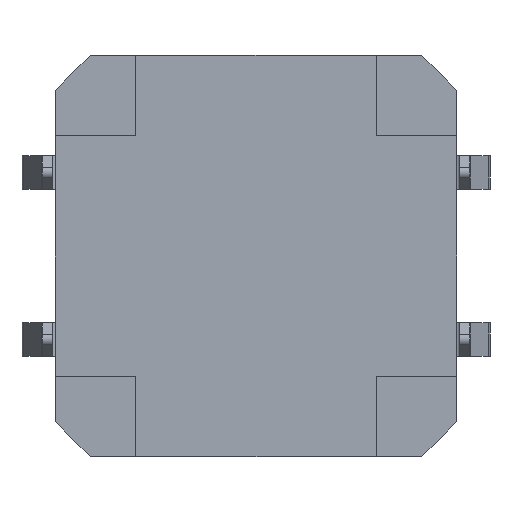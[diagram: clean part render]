
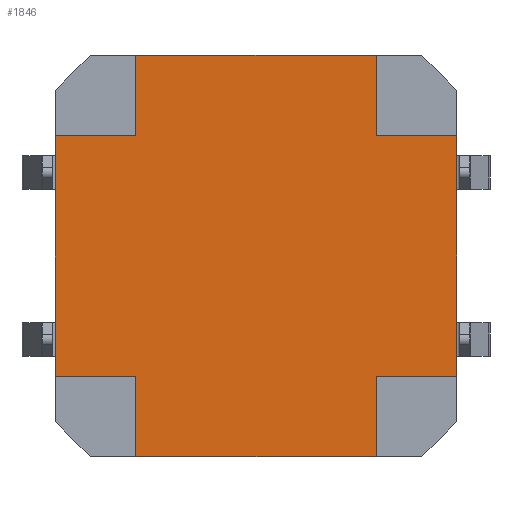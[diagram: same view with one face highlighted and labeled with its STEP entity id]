
A CAD part, front view. The second image highlights one B-rep face of the part: STEP entity #1846.
In plain terms, the highlighted planar face has unit normal (0, -1, 0).
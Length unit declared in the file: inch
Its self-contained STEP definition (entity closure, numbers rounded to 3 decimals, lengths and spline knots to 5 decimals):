
#152 = CARTESIAN_POINT ( 'NONE',  ( -0.23622, 0., 0.14173 ) ) ;
#235 = CARTESIAN_POINT ( 'NONE',  ( -0.19528, 0., -0.23622 ) ) ;
#260 = DIRECTION ( 'NONE',  ( 0., 0., -1. ) ) ;
#341 = EDGE_CURVE ( 'NONE', #2341, #4982, #1321, .T. ) ;
#372 = DIRECTION ( 'NONE',  ( 0., 0., -1. ) ) ;
#495 = AXIS2_PLACEMENT_3D ( 'NONE', #2784, #2039, #4140 ) ;
#562 = LINE ( 'NONE', #2609, #4788 ) ;
#565 = DIRECTION ( 'NONE',  ( -1., 0., 0. ) ) ;
#631 = ORIENTED_EDGE ( 'NONE', *, *, #3156, .F. ) ;
#677 = DIRECTION ( 'NONE',  ( 0., 0., -1. ) ) ;
#707 = EDGE_CURVE ( 'NONE', #920, #4757, #3530, .T. ) ;
#806 = ORIENTED_EDGE ( 'NONE', *, *, #4020, .F. ) ;
#813 = CARTESIAN_POINT ( 'NONE',  ( 0.14173, 0., 0.14173 ) ) ;
#825 = EDGE_CURVE ( 'NONE', #3328, #1270, #2391, .T. ) ;
#859 = VECTOR ( 'NONE', #2859, 39.37008 ) ;
#920 = VERTEX_POINT ( 'NONE', #2891 ) ;
#1012 = LINE ( 'NONE', #2001, #2276 ) ;
#1052 = EDGE_CURVE ( 'NONE', #5111, #5482, #1012, .T. ) ;
#1187 = CARTESIAN_POINT ( 'NONE',  ( -0.14173, 0., 0.23622 ) ) ;
#1270 = VERTEX_POINT ( 'NONE', #1737 ) ;
#1321 = LINE ( 'NONE', #4741, #3510 ) ;
#1517 = ORIENTED_EDGE ( 'NONE', *, *, #2498, .F. ) ;
#1525 = LINE ( 'NONE', #5353, #3027 ) ;
#1737 = CARTESIAN_POINT ( 'NONE',  ( 0.23622, 0., 0.14173 ) ) ;
#1763 = VECTOR ( 'NONE', #2437, 39.37008 ) ;
#1846 = ADVANCED_FACE ( 'NONE', ( #4948 ), #2442, .T. ) ;
#1902 = ORIENTED_EDGE ( 'NONE', *, *, #825, .F. ) ;
#1908 = LINE ( 'NONE', #2326, #2289 ) ;
#2001 = CARTESIAN_POINT ( 'NONE',  ( 0.23622, 0., -0.14173 ) ) ;
#2039 = DIRECTION ( 'NONE',  ( 0., -1., 0. ) ) ;
#2106 = VERTEX_POINT ( 'NONE', #4414 ) ;
#2118 = CARTESIAN_POINT ( 'NONE',  ( -0.23622, 0., -0.14173 ) ) ;
#2128 = CARTESIAN_POINT ( 'NONE',  ( 0.14173, 0., -0.23622 ) ) ;
#2130 = ORIENTED_EDGE ( 'NONE', *, *, #4931, .F. ) ;
#2134 = LINE ( 'NONE', #813, #3449 ) ;
#2215 = DIRECTION ( 'NONE',  ( 0., 0., 1. ) ) ;
#2222 = EDGE_CURVE ( 'NONE', #2106, #920, #4076, .T. ) ;
#2276 = VECTOR ( 'NONE', #5350, 39.37008 ) ;
#2289 = VECTOR ( 'NONE', #260, 39.37008 ) ;
#2310 = LINE ( 'NONE', #3993, #5408 ) ;
#2326 = CARTESIAN_POINT ( 'NONE',  ( 0.14173, 0., -0.14173 ) ) ;
#2341 = VERTEX_POINT ( 'NONE', #2947 ) ;
#2391 = LINE ( 'NONE', #3230, #5370 ) ;
#2437 = DIRECTION ( 'NONE',  ( -1., 0., 0. ) ) ;
#2442 = PLANE ( 'NONE',  #495 ) ;
#2498 = EDGE_CURVE ( 'NONE', #5482, #3509, #1908, .T. ) ;
#2609 = CARTESIAN_POINT ( 'NONE',  ( -0.19528, 0., 0.23622 ) ) ;
#2756 = CARTESIAN_POINT ( 'NONE',  ( 0.14173, 0., 0.23622 ) ) ;
#2784 = CARTESIAN_POINT ( 'NONE',  ( 0., 0., 0. ) ) ;
#2859 = DIRECTION ( 'NONE',  ( 0., 0., 1. ) ) ;
#2891 = CARTESIAN_POINT ( 'NONE',  ( -0.14173, 0., -0.14173 ) ) ;
#2947 = CARTESIAN_POINT ( 'NONE',  ( -0.14173, 0., 0.14173 ) ) ;
#2969 = EDGE_CURVE ( 'NONE', #3249, #2341, #4833, .T. ) ;
#3002 = EDGE_CURVE ( 'NONE', #4982, #4929, #562, .T. ) ;
#3018 = VECTOR ( 'NONE', #3963, 39.37008 ) ;
#3027 = VECTOR ( 'NONE', #677, 39.37008 ) ;
#3065 = ORIENTED_EDGE ( 'NONE', *, *, #3002, .F. ) ;
#3156 = EDGE_CURVE ( 'NONE', #3509, #2106, #4916, .T. ) ;
#3204 = DIRECTION ( 'NONE',  ( 0., 0., 1. ) ) ;
#3226 = ORIENTED_EDGE ( 'NONE', *, *, #1052, .F. ) ;
#3230 = CARTESIAN_POINT ( 'NONE',  ( 0.23622, 0., 0.14173 ) ) ;
#3249 = VERTEX_POINT ( 'NONE', #4692 ) ;
#3328 = VERTEX_POINT ( 'NONE', #4217 ) ;
#3449 = VECTOR ( 'NONE', #372, 39.37008 ) ;
#3509 = VERTEX_POINT ( 'NONE', #2128 ) ;
#3510 = VECTOR ( 'NONE', #2215, 39.37008 ) ;
#3530 = LINE ( 'NONE', #3912, #4578 ) ;
#3874 = ORIENTED_EDGE ( 'NONE', *, *, #2969, .F. ) ;
#3912 = CARTESIAN_POINT ( 'NONE',  ( -0.23622, 0., -0.14173 ) ) ;
#3915 = ORIENTED_EDGE ( 'NONE', *, *, #4999, .F. ) ;
#3957 = CARTESIAN_POINT ( 'NONE',  ( 0.23622, 0., -0.14173 ) ) ;
#3963 = DIRECTION ( 'NONE',  ( 1., 0., 0. ) ) ;
#3992 = DIRECTION ( 'NONE',  ( 1., 0., 0. ) ) ;
#3993 = CARTESIAN_POINT ( 'NONE',  ( -0.23622, 0., 0.19528 ) ) ;
#4020 = EDGE_CURVE ( 'NONE', #4929, #3328, #2134, .T. ) ;
#4052 = CARTESIAN_POINT ( 'NONE',  ( 0.14173, 0., -0.14173 ) ) ;
#4076 = LINE ( 'NONE', #5378, #859 ) ;
#4140 = DIRECTION ( 'NONE',  ( 0., 0., -1. ) ) ;
#4217 = CARTESIAN_POINT ( 'NONE',  ( 0.14173, 0., 0.14173 ) ) ;
#4414 = CARTESIAN_POINT ( 'NONE',  ( -0.14173, 0., -0.23622 ) ) ;
#4578 = VECTOR ( 'NONE', #565, 39.37008 ) ;
#4692 = CARTESIAN_POINT ( 'NONE',  ( -0.23622, 0., 0.14173 ) ) ;
#4741 = CARTESIAN_POINT ( 'NONE',  ( -0.14173, 0., 0.14173 ) ) ;
#4757 = VERTEX_POINT ( 'NONE', #2118 ) ;
#4788 = VECTOR ( 'NONE', #3992, 39.37008 ) ;
#4833 = LINE ( 'NONE', #152, #3018 ) ;
#4844 = ORIENTED_EDGE ( 'NONE', *, *, #2222, .F. ) ;
#4916 = LINE ( 'NONE', #235, #1763 ) ;
#4917 = DIRECTION ( 'NONE',  ( 1., 0., 0. ) ) ;
#4929 = VERTEX_POINT ( 'NONE', #2756 ) ;
#4931 = EDGE_CURVE ( 'NONE', #4757, #3249, #2310, .T. ) ;
#4948 = FACE_OUTER_BOUND ( 'NONE', #5104, .T. ) ;
#4982 = VERTEX_POINT ( 'NONE', #1187 ) ;
#4999 = EDGE_CURVE ( 'NONE', #1270, #5111, #1525, .T. ) ;
#5104 = EDGE_LOOP ( 'NONE', ( #5326, #4844, #631, #1517, #3226, #3915, #1902, #806, #3065, #5386, #3874, #2130 ) ) ;
#5111 = VERTEX_POINT ( 'NONE', #3957 ) ;
#5326 = ORIENTED_EDGE ( 'NONE', *, *, #707, .F. ) ;
#5350 = DIRECTION ( 'NONE',  ( -1., 0., 0. ) ) ;
#5353 = CARTESIAN_POINT ( 'NONE',  ( 0.23622, 0., 0.19528 ) ) ;
#5370 = VECTOR ( 'NONE', #4917, 39.37008 ) ;
#5378 = CARTESIAN_POINT ( 'NONE',  ( -0.14173, 0., -0.14173 ) ) ;
#5386 = ORIENTED_EDGE ( 'NONE', *, *, #341, .F. ) ;
#5408 = VECTOR ( 'NONE', #3204, 39.37008 ) ;
#5482 = VERTEX_POINT ( 'NONE', #4052 ) ;
